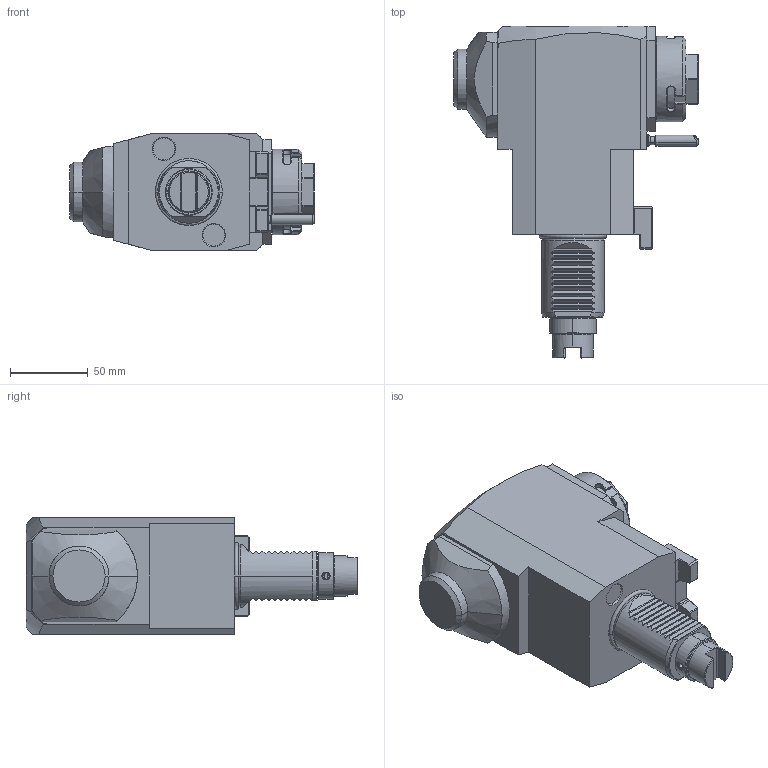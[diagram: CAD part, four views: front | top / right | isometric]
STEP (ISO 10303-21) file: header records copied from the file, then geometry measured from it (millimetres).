
FILE_DESCRIPTION((''),'2;1');
FILE_NAME('NGT1_40_265_32_3_3_100T','2024-10-25T',('vali'),('NOVA GRUP'),'PRO/ENGINEER BY PARAMETRIC TECHNOLOGY CORPORATION, 2010280','PRO/ENGINEER BY PARAMETRIC TECHNOLOGY CORPORATION, 2010280','');
FILE_SCHEMA(('CONFIG_CONTROL_DESIGN'));
Length unit declared in the file: millimetre
Products named in the file (1): NGT1_40_265_32_3_3_100T
Bounding box: 157 x 213 x 75 mm (x, y, z)
Volume: 1090123 mm3; surface area: 79018.7 mm2
Topology: 1 solids, 1 shells, 387 faces, 1012 edges, 644 vertices
Faces by surface type: plane 245, cylinder 74, cone 48, bspline 10, torus 8, sphere 2
Entity records: 14830 total; most frequent: CARTESIAN_POINT 5695, ORIENTED_EDGE 2024, DIRECTION 1675, EDGE_CURVE 1012, VERTEX_POINT 644, VECTOR 605, LINE 605, AXIS2_PLACEMENT_3D 535
